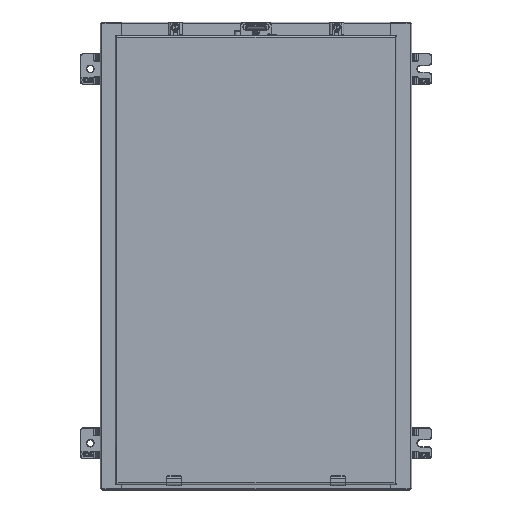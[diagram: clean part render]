
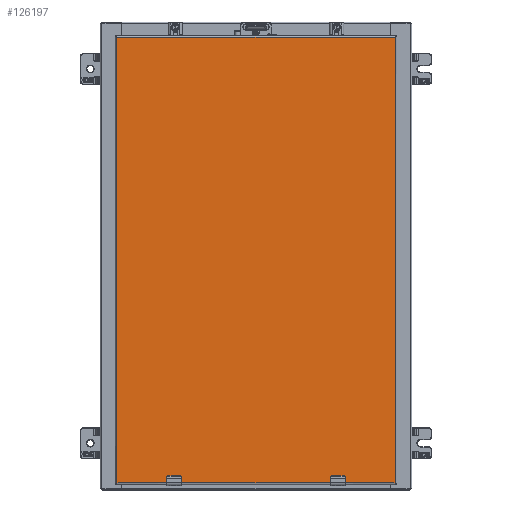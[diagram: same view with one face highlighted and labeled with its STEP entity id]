
A CAD part, top view. The second image highlights one B-rep face of the part: STEP entity #126197.
In plain terms, the highlighted planar face has unit normal (0, 0, 1).
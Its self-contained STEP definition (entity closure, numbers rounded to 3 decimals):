
#561 = AXIS2_PLACEMENT_3D ( 'NONE', #141013, #50057, #210504 ) ;
#1223 = VERTEX_POINT ( 'NONE', #114338 ) ;
#3496 = DIRECTION ( 'NONE',  ( 0., 0., 1. ) ) ;
#4736 = ORIENTED_EDGE ( 'NONE', *, *, #98708, .T. ) ;
#5001 = EDGE_CURVE ( 'NONE', #53934, #76319, #121599, .T. ) ;
#5953 = CARTESIAN_POINT ( 'NONE',  ( 5.595, 14.125, 4.073 ) ) ;
#8878 = EDGE_CURVE ( 'NONE', #129160, #58728, #221126, .T. ) ;
#13774 = EDGE_CURVE ( 'NONE', #76319, #108056, #80622, .T. ) ;
#16124 = CARTESIAN_POINT ( 'NONE',  ( 9.031, -14.165, 4.073 ) ) ;
#18651 = VECTOR ( 'NONE', #196532, 39.37 ) ;
#21826 = EDGE_LOOP ( 'NONE', ( #224904, #23958, #187698, #205276, #21844, #50815, #157093, #191135, #126552, #88609, #194008, #214969, #162739, #150586, #202741, #4736 ) ) ;
#21844 = ORIENTED_EDGE ( 'NONE', *, *, #36383, .T. ) ;
#22845 = EDGE_CURVE ( 'NONE', #147770, #154388, #85904, .T. ) ;
#23958 = ORIENTED_EDGE ( 'NONE', *, *, #13774, .T. ) ;
#24566 = CARTESIAN_POINT ( 'NONE',  ( 9.031, -14.558, 4.073 ) ) ;
#28072 = LINE ( 'NONE', #97549, #158294 ) ;
#28685 = DIRECTION ( 'NONE',  ( 1., 0., 0. ) ) ;
#33823 = VECTOR ( 'NONE', #133785, 39.37 ) ;
#36383 = EDGE_CURVE ( 'NONE', #154388, #1223, #174930, .T. ) ;
#38510 = VERTEX_POINT ( 'NONE', #224890 ) ;
#39362 = CIRCLE ( 'NONE', #61168, 0.03 ) ;
#39393 = DIRECTION ( 'NONE',  ( 1., 0., 0. ) ) ;
#39927 = CARTESIAN_POINT ( 'NONE',  ( 9.031, 14.125, 4.073 ) ) ;
#44047 = VECTOR ( 'NONE', #141311, 39.37 ) ;
#44666 = EDGE_CURVE ( 'NONE', #58728, #213180, #151971, .T. ) ;
#49799 = DIRECTION ( 'NONE',  ( 0., 1., 0. ) ) ;
#50057 = DIRECTION ( 'NONE',  ( 0., 0., -1. ) ) ;
#50815 = ORIENTED_EDGE ( 'NONE', *, *, #212536, .T. ) ;
#51688 = CARTESIAN_POINT ( 'NONE',  ( -8.914, 14.125, 4.073 ) ) ;
#53129 = DIRECTION ( 'NONE',  ( 0., 0., -1. ) ) ;
#53934 = VERTEX_POINT ( 'NONE', #70043 ) ;
#55363 = CARTESIAN_POINT ( 'NONE',  ( 9.031, -14.558, 4.073 ) ) ;
#58455 = CARTESIAN_POINT ( 'NONE',  ( -5.565, -14.195, 4.073 ) ) ;
#58728 = VERTEX_POINT ( 'NONE', #103393 ) ;
#61168 = AXIS2_PLACEMENT_3D ( 'NONE', #119152, #169294, #156641 ) ;
#63116 = VERTEX_POINT ( 'NONE', #70607 ) ;
#65420 = CARTESIAN_POINT ( 'NONE',  ( -8.914, -14.558, 4.073 ) ) ;
#67881 = VERTEX_POINT ( 'NONE', #118229 ) ;
#70043 = CARTESIAN_POINT ( 'NONE',  ( 5.595, -14.558, 4.073 ) ) ;
#70607 = CARTESIAN_POINT ( 'NONE',  ( 5.595, -14.195, 4.073 ) ) ;
#71944 = CARTESIAN_POINT ( 'NONE',  ( 4.905, 14.125, 4.073 ) ) ;
#73062 = LINE ( 'NONE', #71944, #44047 ) ;
#75951 = VERTEX_POINT ( 'NONE', #102794 ) ;
#76319 = VERTEX_POINT ( 'NONE', #111589 ) ;
#80622 = LINE ( 'NONE', #168211, #113499 ) ;
#81903 = DIRECTION ( 'NONE',  ( 1., 0., 0. ) ) ;
#82821 = VERTEX_POINT ( 'NONE', #194532 ) ;
#82987 = AXIS2_PLACEMENT_3D ( 'NONE', #95610, #97842, #165025 ) ;
#85904 = LINE ( 'NONE', #51688, #196828 ) ;
#85980 = CARTESIAN_POINT ( 'NONE',  ( -4.905, 14.125, 4.073 ) ) ;
#86916 = EDGE_CURVE ( 'NONE', #67881, #63116, #98757, .T. ) ;
#88609 = ORIENTED_EDGE ( 'NONE', *, *, #199136, .T. ) ;
#91429 = CARTESIAN_POINT ( 'NONE',  ( 9.031, 14.008, 4.073 ) ) ;
#94533 = CARTESIAN_POINT ( 'NONE',  ( -5.565, -14.165, 4.073 ) ) ;
#95610 = CARTESIAN_POINT ( 'NONE',  ( -4.935, -14.195, 4.073 ) ) ;
#97549 = CARTESIAN_POINT ( 'NONE',  ( 9.031, -14.165, 4.073 ) ) ;
#97842 = DIRECTION ( 'NONE',  ( 0., 0., -1. ) ) ;
#98708 = EDGE_CURVE ( 'NONE', #63116, #53934, #168399, .T. ) ;
#98757 = CIRCLE ( 'NONE', #561, 0.03 ) ;
#99413 = VERTEX_POINT ( 'NONE', #166109 ) ;
#102295 = EDGE_CURVE ( 'NONE', #198133, #67881, #28072, .T. ) ;
#102794 = CARTESIAN_POINT ( 'NONE',  ( 4.905, -14.558, 4.073 ) ) ;
#103393 = CARTESIAN_POINT ( 'NONE',  ( -4.935, -14.165, 4.073 ) ) ;
#108056 = VERTEX_POINT ( 'NONE', #131554 ) ;
#108499 = VECTOR ( 'NONE', #81903, 39.37 ) ;
#111211 = CARTESIAN_POINT ( 'NONE',  ( -8.914, 14.008, 4.073 ) ) ;
#111589 = CARTESIAN_POINT ( 'NONE',  ( 8.914, -14.558, 4.073 ) ) ;
#113499 = VECTOR ( 'NONE', #49799, 39.37 ) ;
#114338 = CARTESIAN_POINT ( 'NONE',  ( -5.595, -14.558, 4.073 ) ) ;
#118229 = CARTESIAN_POINT ( 'NONE',  ( 5.565, -14.165, 4.073 ) ) ;
#119152 = CARTESIAN_POINT ( 'NONE',  ( 4.935, -14.195, 4.073 ) ) ;
#121599 = LINE ( 'NONE', #204831, #108499 ) ;
#126197 = ADVANCED_FACE ( 'NONE', ( #197034 ), #140136, .T. ) ;
#126552 = ORIENTED_EDGE ( 'NONE', *, *, #44666, .T. ) ;
#126868 = AXIS2_PLACEMENT_3D ( 'NONE', #58455, #53129, #173816 ) ;
#127072 = EDGE_CURVE ( 'NONE', #82821, #129160, #177905, .T. ) ;
#129160 = VERTEX_POINT ( 'NONE', #94533 ) ;
#131554 = CARTESIAN_POINT ( 'NONE',  ( 8.914, 14.008, 4.073 ) ) ;
#133785 = DIRECTION ( 'NONE',  ( 0., -1., 0. ) ) ;
#136626 = VECTOR ( 'NONE', #175679, 39.37 ) ;
#140136 = PLANE ( 'NONE',  #188679 ) ;
#141013 = CARTESIAN_POINT ( 'NONE',  ( 5.565, -14.195, 4.073 ) ) ;
#141311 = DIRECTION ( 'NONE',  ( 0., 1., 0. ) ) ;
#147436 = VECTOR ( 'NONE', #186641, 39.37 ) ;
#147770 = VERTEX_POINT ( 'NONE', #111211 ) ;
#150586 = ORIENTED_EDGE ( 'NONE', *, *, #102295, .T. ) ;
#151971 = CIRCLE ( 'NONE', #82987, 0.03 ) ;
#152856 = DIRECTION ( 'NONE',  ( 0., 1., 0. ) ) ;
#154388 = VERTEX_POINT ( 'NONE', #65420 ) ;
#156641 = DIRECTION ( 'NONE',  ( 0., 1., 0. ) ) ;
#157093 = ORIENTED_EDGE ( 'NONE', *, *, #127072, .T. ) ;
#158294 = VECTOR ( 'NONE', #163596, 39.37 ) ;
#159674 = LINE ( 'NONE', #91429, #136626 ) ;
#160488 = EDGE_CURVE ( 'NONE', #99413, #198133, #39362, .T. ) ;
#161702 = DIRECTION ( 'NONE',  ( 0., -1., 0. ) ) ;
#162739 = ORIENTED_EDGE ( 'NONE', *, *, #160488, .T. ) ;
#163144 = CARTESIAN_POINT ( 'NONE',  ( -4.905, -14.195, 4.073 ) ) ;
#163596 = DIRECTION ( 'NONE',  ( 1., 0., 0. ) ) ;
#165025 = DIRECTION ( 'NONE',  ( 0., 1., 0. ) ) ;
#166109 = CARTESIAN_POINT ( 'NONE',  ( 4.905, -14.195, 4.073 ) ) ;
#168211 = CARTESIAN_POINT ( 'NONE',  ( 8.914, 14.125, 4.073 ) ) ;
#168399 = LINE ( 'NONE', #5953, #147436 ) ;
#169294 = DIRECTION ( 'NONE',  ( 0., 0., -1. ) ) ;
#170764 = VECTOR ( 'NONE', #28685, 39.37 ) ;
#172182 = EDGE_CURVE ( 'NONE', #38510, #75951, #180580, .T. ) ;
#173816 = DIRECTION ( 'NONE',  ( 0., 1., 0. ) ) ;
#174930 = LINE ( 'NONE', #55363, #191207 ) ;
#175679 = DIRECTION ( 'NONE',  ( -1., 0., 0. ) ) ;
#176883 = CARTESIAN_POINT ( 'NONE',  ( 4.935, -14.165, 4.073 ) ) ;
#177905 = CIRCLE ( 'NONE', #126868, 0.03 ) ;
#180580 = LINE ( 'NONE', #24566, #18651 ) ;
#184604 = VECTOR ( 'NONE', #152856, 39.37 ) ;
#184834 = EDGE_CURVE ( 'NONE', #108056, #147770, #159674, .T. ) ;
#186641 = DIRECTION ( 'NONE',  ( 0., -1., 0. ) ) ;
#187698 = ORIENTED_EDGE ( 'NONE', *, *, #184834, .T. ) ;
#188679 = AXIS2_PLACEMENT_3D ( 'NONE', #39927, #3496, #161702 ) ;
#191135 = ORIENTED_EDGE ( 'NONE', *, *, #8878, .T. ) ;
#191207 = VECTOR ( 'NONE', #39393, 39.37 ) ;
#191533 = LINE ( 'NONE', #204154, #184604 ) ;
#191690 = DIRECTION ( 'NONE',  ( 0., -1., 0. ) ) ;
#194008 = ORIENTED_EDGE ( 'NONE', *, *, #172182, .T. ) ;
#194347 = EDGE_CURVE ( 'NONE', #75951, #99413, #73062, .T. ) ;
#194532 = CARTESIAN_POINT ( 'NONE',  ( -5.595, -14.195, 4.073 ) ) ;
#196532 = DIRECTION ( 'NONE',  ( 1., 0., 0. ) ) ;
#196828 = VECTOR ( 'NONE', #191690, 39.37 ) ;
#197034 = FACE_OUTER_BOUND ( 'NONE', #21826, .T. ) ;
#198133 = VERTEX_POINT ( 'NONE', #176883 ) ;
#199136 = EDGE_CURVE ( 'NONE', #213180, #38510, #206644, .T. ) ;
#202741 = ORIENTED_EDGE ( 'NONE', *, *, #86916, .T. ) ;
#204154 = CARTESIAN_POINT ( 'NONE',  ( -5.595, 14.125, 4.073 ) ) ;
#204831 = CARTESIAN_POINT ( 'NONE',  ( 9.031, -14.558, 4.073 ) ) ;
#205276 = ORIENTED_EDGE ( 'NONE', *, *, #22845, .T. ) ;
#206644 = LINE ( 'NONE', #85980, #33823 ) ;
#210504 = DIRECTION ( 'NONE',  ( 0., 1., 0. ) ) ;
#212536 = EDGE_CURVE ( 'NONE', #1223, #82821, #191533, .T. ) ;
#213180 = VERTEX_POINT ( 'NONE', #163144 ) ;
#214969 = ORIENTED_EDGE ( 'NONE', *, *, #194347, .T. ) ;
#221126 = LINE ( 'NONE', #16124, #170764 ) ;
#224890 = CARTESIAN_POINT ( 'NONE',  ( -4.905, -14.558, 4.073 ) ) ;
#224904 = ORIENTED_EDGE ( 'NONE', *, *, #5001, .T. ) ;
